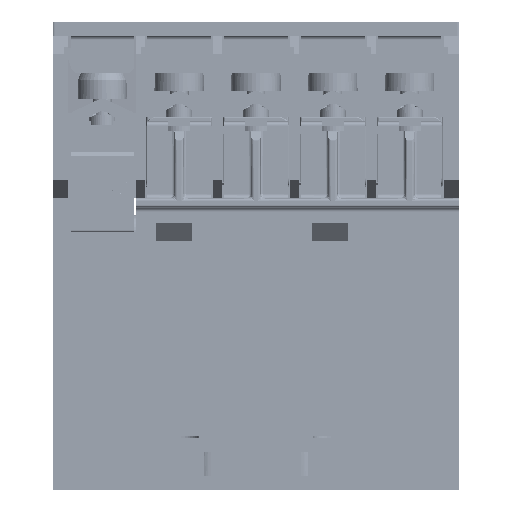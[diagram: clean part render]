
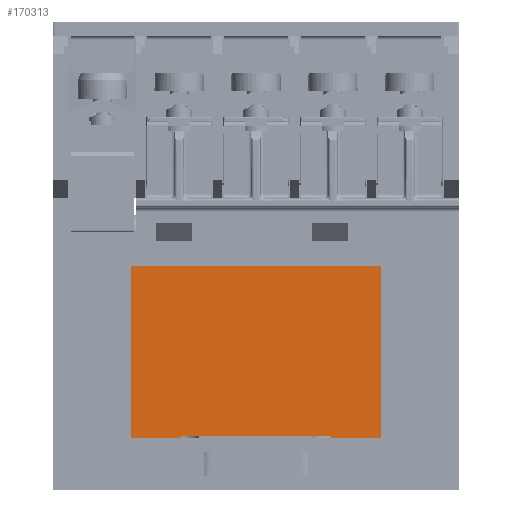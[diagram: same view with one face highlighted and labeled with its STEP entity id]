
A CAD part, front view. The second image highlights one B-rep face of the part: STEP entity #170313.
In plain terms, the highlighted planar face has unit normal (0, -1, 0).
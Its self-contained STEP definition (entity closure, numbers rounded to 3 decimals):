
#154857=CARTESIAN_POINT('',(-13.875,-22.175,6.75));
#154858=VERTEX_POINT('',#154857);
#154865=CARTESIAN_POINT('',(13.875,-22.175,6.75));
#154866=VERTEX_POINT('',#154865);
#154867=CARTESIAN_POINT('',(-13.875,-22.175,6.75));
#154868=DIRECTION('',(1.0,0.0,0.0));
#154869=VECTOR('',#154868,27.75);
#154870=LINE('',#154867,#154869);
#154871=EDGE_CURVE('',#154858,#154866,#154870,.T.);
#157138=CARTESIAN_POINT('',(13.875,-22.175,-12.25));
#157139=VERTEX_POINT('',#157138);
#157148=CARTESIAN_POINT('',(13.875,-22.175,-12.25));
#157149=DIRECTION('',(0.0,0.0,1.0));
#157150=VECTOR('',#157149,19.0);
#157151=LINE('',#157148,#157150);
#157152=EDGE_CURVE('',#157139,#154866,#157151,.T.);
#157164=CARTESIAN_POINT('',(-13.875,-22.175,-12.25));
#157165=VERTEX_POINT('',#157164);
#157172=CARTESIAN_POINT('',(-13.875,-22.175,6.75));
#157173=DIRECTION('',(0.0,0.0,-1.0));
#157174=VECTOR('',#157173,19.);
#157175=LINE('',#157172,#157174);
#157176=EDGE_CURVE('',#154858,#157165,#157175,.T.);
#161250=CARTESIAN_POINT('',(-8.25,-22.175,-12.25));
#161251=VERTEX_POINT('',#161250);
#161259=CARTESIAN_POINT('',(-13.875,-22.175,-12.25));
#161260=DIRECTION('',(1.0,0.0,0.0));
#161261=VECTOR('',#161260,5.625);
#161262=LINE('',#161259,#161261);
#161263=EDGE_CURVE('',#157165,#161251,#161262,.T.);
#161319=CARTESIAN_POINT('',(8.25,-22.175,-12.));
#161320=VERTEX_POINT('',#161319);
#161328=CARTESIAN_POINT('',(-8.25,-22.175,-12.));
#161329=VERTEX_POINT('',#161328);
#161330=CARTESIAN_POINT('',(-8.25,-22.175,-12.));
#161331=DIRECTION('',(1.0,0.0,0.0));
#161332=VECTOR('',#161331,16.5);
#161333=LINE('',#161330,#161332);
#161334=EDGE_CURVE('',#161329,#161320,#161333,.T.);
#170239=CARTESIAN_POINT('',(8.25,-22.175,-12.25));
#170240=VERTEX_POINT('',#170239);
#170255=CARTESIAN_POINT('',(8.25,-22.175,-12.25));
#170256=DIRECTION('',(1.0,0.0,0.0));
#170257=VECTOR('',#170256,5.625);
#170258=LINE('',#170255,#170257);
#170259=EDGE_CURVE('',#170240,#157139,#170258,.T.);
#170282=CARTESIAN_POINT('',(8.25,-22.175,-12.25));
#170283=DIRECTION('',(0.0,0.0,1.0));
#170284=VECTOR('',#170283,0.25);
#170285=LINE('',#170282,#170284);
#170286=EDGE_CURVE('',#170240,#161320,#170285,.T.);
#170293=CARTESIAN_POINT('',(0.,-22.175,-3.75));
#170294=DIRECTION('',(0.0,1.0,0.0));
#170295=DIRECTION('',(0.0,0.0,1.0));
#170296=AXIS2_PLACEMENT_3D('',#170293,#170294,#170295);
#170297=PLANE('',#170296);
#170298=CARTESIAN_POINT('',(-8.25,-22.175,-12.));
#170299=DIRECTION('',(0.0,0.0,-1.0));
#170300=VECTOR('',#170299,0.25);
#170301=LINE('',#170298,#170300);
#170302=EDGE_CURVE('',#161329,#161251,#170301,.T.);
#170303=ORIENTED_EDGE('',*,*,#170302,.F.);
#170304=ORIENTED_EDGE('',*,*,#161334,.T.);
#170305=ORIENTED_EDGE('',*,*,#170286,.F.);
#170306=ORIENTED_EDGE('',*,*,#170259,.T.);
#170307=ORIENTED_EDGE('',*,*,#157152,.T.);
#170308=ORIENTED_EDGE('',*,*,#154871,.F.);
#170309=ORIENTED_EDGE('',*,*,#157176,.T.);
#170310=ORIENTED_EDGE('',*,*,#161263,.T.);
#170311=EDGE_LOOP('',(#170303,#170304,#170305,#170306,#170307,#170308,#170309,#170310));
#170312=FACE_OUTER_BOUND('',#170311,.T.);
#170313=ADVANCED_FACE('',(#170312),#170297,.F.);
